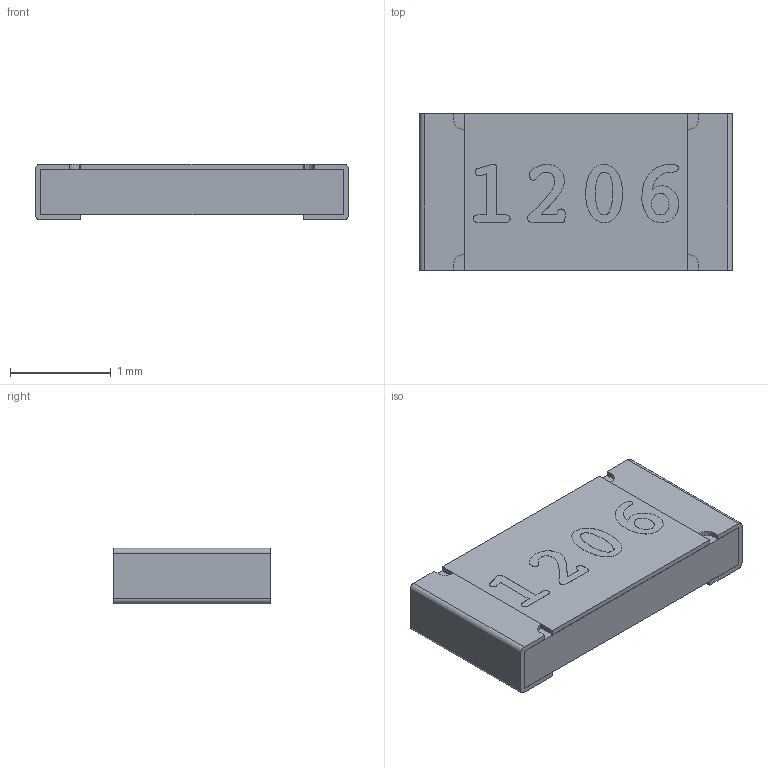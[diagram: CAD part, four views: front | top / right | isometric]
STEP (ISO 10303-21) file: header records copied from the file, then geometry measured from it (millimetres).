
FILE_DESCRIPTION(('FreeCAD Model'),'2;1');
FILE_NAME('Open CASCADE Shape Model','2023-07-06T12:31:58',('BT'),(''), 'Open CASCADE STEP processor 7.6','FreeCAD','Unknown');
FILE_SCHEMA(('AUTOMOTIVE_DESIGN { 1 0 10303 214 1 1 1 1 }'));
Length unit declared in the file: millimetre
Products named in the file (9): Royal_Ohm___General_Purpose_Chip_Resistors_Colortest; COMPOUND; COMPOUND001; COMPOUND002; COMPOUND003; COMPOUND004; COMPOUND005; COMPOUND006; COMPOUND007
Assembly tree (8 placements, depth 2):
  Royal_Ohm___General_Purpose_Chip_Resistors_Colortest
    COMPOUND
    COMPOUND001
    COMPOUND002
    COMPOUND003
    COMPOUND004
    COMPOUND005
    COMPOUND006
    COMPOUND007
Bounding box: 3.1 x 1.55 x 0.55 mm (x, y, z)
Volume: 2.5 mm3; surface area: 30.1 mm2
Topology: 8 solids, 8 shells, 145 faces, 387 edges, 258 vertices
Faces by surface type: extrusion 69, plane 68, cylinder 8
Entity records: 4838 total; most frequent: CARTESIAN_POINT 1213, ORIENTED_EDGE 774, DIRECTION 504, EDGE_CURVE 387, VECTOR 302, VERTEX_POINT 258, LINE 233, B_SPLINE_CURVE_WITH_KNOTS 207
